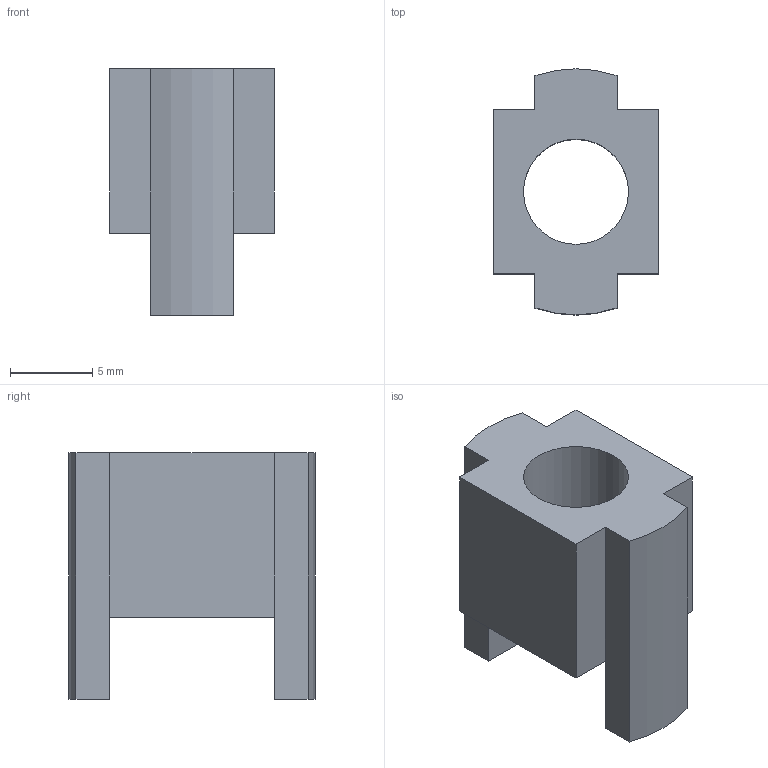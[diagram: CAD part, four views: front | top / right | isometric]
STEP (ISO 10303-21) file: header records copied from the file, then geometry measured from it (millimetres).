
FILE_DESCRIPTION(/* description */ (''),/* implementation_level */ '2;1');
FILE_NAME(/* name */ 'PotHandle.stp',/* time_stamp */ '2019-08-15T14:08:05+02:00',/* author */ ('aal_9'),/* organization */ (''),/* preprocessor_version */ 'ST-DEVELOPER v16.13',/* originating_system */ 'Autodesk Inventor 2018',/* authorisation */ '');
FILE_SCHEMA (('AUTOMOTIVE_DESIGN { 1 0 10303 214 3 1 1 }'));
Length unit declared in the file: millimetre
Products named in the file (1): PotHandle
Bounding box: 10 x 15 x 15 mm (x, y, z)
Volume: 1032.1 mm3; surface area: 1011.1 mm2
Topology: 1 solids, 1 shells, 19 faces, 47 edges, 30 vertices
Faces by surface type: plane 16, cylinder 3
Full cylindrical faces by diameter (mm): 6.4 x1
Entity records: 593 total; most frequent: CARTESIAN_POINT 96, ORIENTED_EDGE 92, DIRECTION 92, EDGE_CURVE 46, LINE 40, VECTOR 40, VERTEX_POINT 30, AXIS2_PLACEMENT_3D 26
